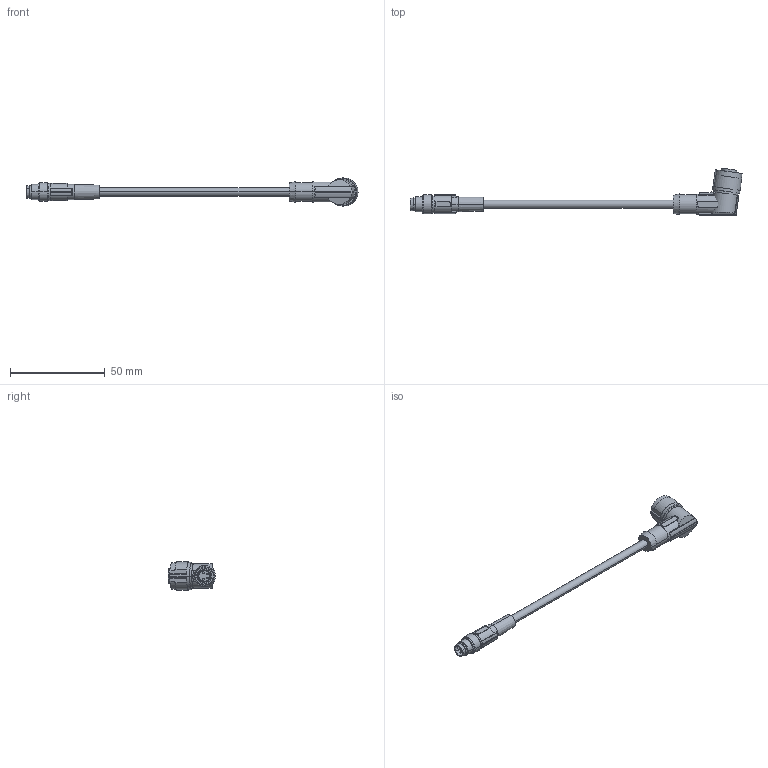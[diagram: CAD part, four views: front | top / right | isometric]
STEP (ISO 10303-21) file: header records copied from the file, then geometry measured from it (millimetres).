
FILE_DESCRIPTION(('SolidDesigner STEP Export'),'2;1');
FILE_NAME('1406199_SAC_4P_M8MS_1.5_542_FR_SCO_BK-select.stp','2013-09-30T11:41:07',(''),(''),'Creo Elements/Direct Modeling STEP processor for AP214 (Solid Model)','Creo Elements/Direct Modeling 18.1B 29-Sep-2012 (C) Parametric Technology GmbH','');
FILE_SCHEMA(('AUTOMOTIVE_DESIGN { 1 0 10303 214 1 1 1 1 }'));
Length unit declared in the file: millimetre
Products named in the file (1): 1406199_SAC_4P_M8MS_1.5_542_FR_SCO_BK-select
Bounding box: 174.95 x 25.18 x 14.79 mm (x, y, z)
Volume: 8394.1 mm3; surface area: 5434.2 mm2
Topology: 1 solids, 1 shells, 200 faces, 501 edges, 330 vertices
Faces by surface type: plane 92, cylinder 90, cone 18
Entity records: 8644 total; most frequent: CARTESIAN_POINT 2397, ORIENTED_EDGE 1002, DIRECTION 907, EDGE_CURVE 501, AXIS2_PLACEMENT_3D 330, VERTEX_POINT 330, VECTOR 247, LINE 247
